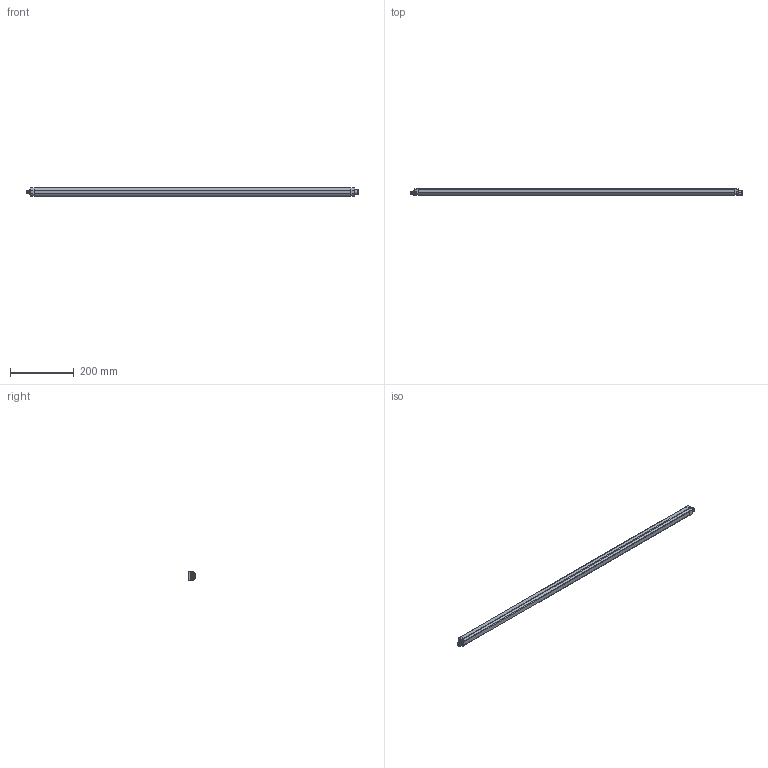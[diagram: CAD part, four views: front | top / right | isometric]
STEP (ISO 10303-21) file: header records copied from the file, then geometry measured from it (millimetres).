
FILE_DESCRIPTION((''),'2;1');
FILE_NAME('157910_SM01_ASM','2023-06-26T10:45:03',('banengservice'),('BANNER ENGINEERING'),'CREO PARAMETRIC BY PTC INC, 2022414','CREO PARAMETRIC BY PTC INC, 2022414','');
FILE_SCHEMA(('CONFIG_CONTROL_DESIGN'));
Length unit declared in the file: inch
Products named in the file (2): 157910_EP01; 157910_SM01_ASM
Assembly tree (1 placements, depth 2):
  157910_SM01_ASM
    157910_EP01
Bounding box: 1039 x 20.99 x 28 mm (x, y, z)
Volume: 540892.6 mm3; surface area: 95485.8 mm2
Topology: 1 solids, 1 shells, 550 faces, 1418 edges, 899 vertices
Faces by surface type: cylinder 225, plane 189, cone 76, bspline 27, torus 25, sphere 8
Entity records: 28942 total; most frequent: CARTESIAN_POINT 15457, DIRECTION 2837, ORIENTED_EDGE 2820, EDGE_CURVE 1410, AXIS2_PLACEMENT_3D 1057, VERTEX_POINT 899, VECTOR 723, LINE 723
